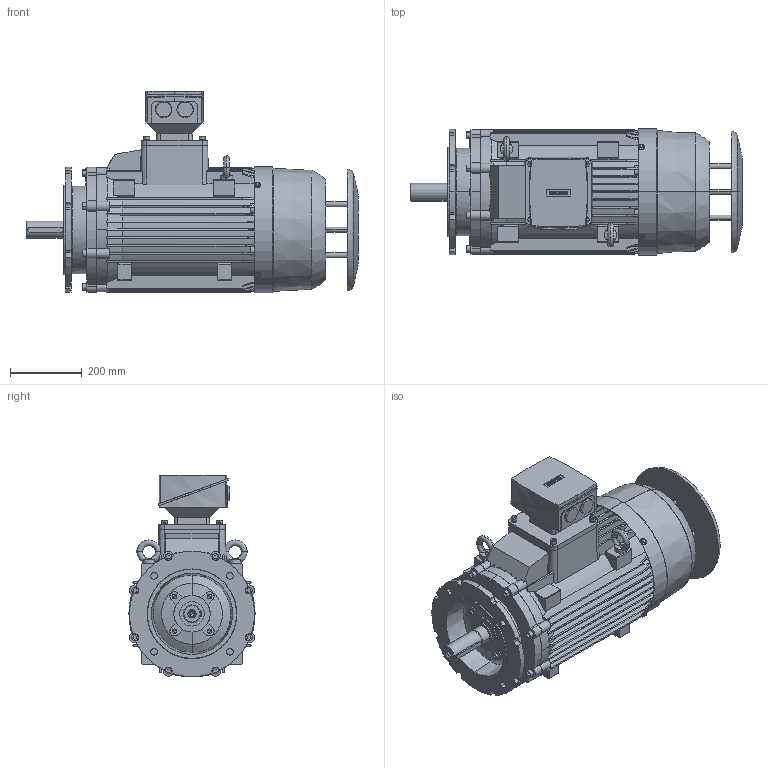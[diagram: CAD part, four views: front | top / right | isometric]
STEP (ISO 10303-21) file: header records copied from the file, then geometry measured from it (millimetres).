
FILE_DESCRIPTION(('STEP AP214'),'1');
FILE_NAME('cctmp_A283AF0F-6826-4ECD-8103-B58132AD3938_2023_06_27_10_50_10_0210..stp','2023-06-27T08:50:12',('SIEMENS A&D'),('CADClick - www.CADClick.com'),'Spatial InterOp 3D',' ','unknown authorization');
FILE_SCHEMA(('AUTOMOTIVE_DESIGN'));
Length unit declared in the file: millimetre
Products named in the file (34): cc_unnamed; 2023_06_27_10_50_10_0148; 2023_06_27_10_50_10_0117; 2023_06_27_10_50_10_0085; 2023_06_27_10_50_10_0054; 2023_06_27_10_50_10_0023; 2023_06_27_10_50_09_0992; 2023_06_27_10_50_09_0960; 2023_06_27_10_50_09_0929; 2023_06_27_10_50_09_0898; 2023_06_27_10_50_09_0867; 2023_06_27_10_50_09_0835; 2023_06_27_10_50_09_0804; 2023_06_27_10_50_09_0773; 2023_06_27_10_50_09_0742; 2023_06_27_10_50_09_0710; 2023_06_27_10_50_09_0679; 2023_06_27_10_50_09_0648; 2023_06_27_10_50_09_0617; 2023_06_27_10_50_09_0585; 2023_06_27_10_50_09_0554; 2023_06_27_10_50_09_0523; 2023_06_27_10_50_09_0492; 2023_06_27_10_50_09_0460; 2023_06_27_10_50_09_0429; 2023_06_27_10_50_09_0398; 2023_06_27_10_50_09_0367; 2023_06_27_10_50_09_0335; 2023_06_27_10_50_09_0304; 2023_06_27_10_50_09_0273; 2023_06_27_10_50_09_0242; 2023_06_27_10_50_09_0210; 2023_06_27_10_50_09_0179; 2023_06_27_10_50_09_0148
Assembly tree (33 placements, depth 2):
  cc_unnamed
    2023_06_27_10_50_10_0148
    2023_06_27_10_50_10_0117
    2023_06_27_10_50_10_0085
    2023_06_27_10_50_10_0054
    2023_06_27_10_50_10_0023
    2023_06_27_10_50_09_0992
    2023_06_27_10_50_09_0960
    2023_06_27_10_50_09_0929
    2023_06_27_10_50_09_0898
    2023_06_27_10_50_09_0867
    2023_06_27_10_50_09_0835
    2023_06_27_10_50_09_0804
    2023_06_27_10_50_09_0773
    2023_06_27_10_50_09_0742
    2023_06_27_10_50_09_0710
    2023_06_27_10_50_09_0679
    2023_06_27_10_50_09_0648
    2023_06_27_10_50_09_0617
    2023_06_27_10_50_09_0585
    2023_06_27_10_50_09_0554
    2023_06_27_10_50_09_0523
    2023_06_27_10_50_09_0492
    2023_06_27_10_50_09_0460
    2023_06_27_10_50_09_0429
    2023_06_27_10_50_09_0398
    2023_06_27_10_50_09_0367
    2023_06_27_10_50_09_0335
    2023_06_27_10_50_09_0304
    2023_06_27_10_50_09_0273
    2023_06_27_10_50_09_0242
    2023_06_27_10_50_09_0210
    2023_06_27_10_50_09_0179
    2023_06_27_10_50_09_0148
Bounding box: 928 x 353 x 564.5 mm (x, y, z)
Volume: 54690824.4 mm3; surface area: 2763568.5 mm2
Topology: 33 solids, 33 shells, 2096 faces, 5878 edges, 3879 vertices
Faces by surface type: cylinder 1182, plane 664, cone 190, torus 60
Entity records: 90588 total; most frequent: CARTESIAN_POINT 16274, DIRECTION 12512, ORIENTED_EDGE 11752, EDGE_CURVE 5876, AXIS2_PLACEMENT_3D 4926, VERTEX_POINT 3879, CIRCLE 2746, LINE 2660
